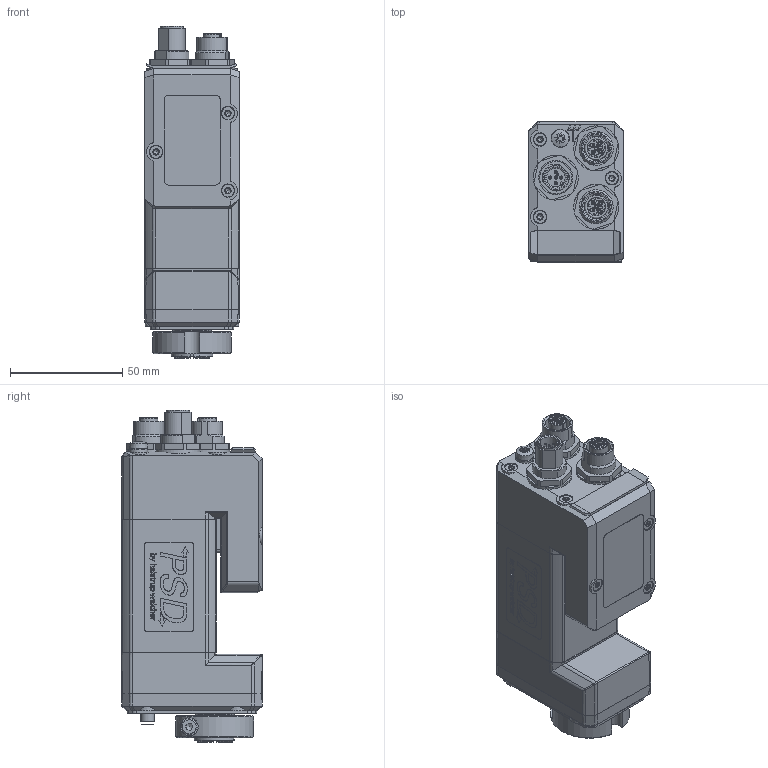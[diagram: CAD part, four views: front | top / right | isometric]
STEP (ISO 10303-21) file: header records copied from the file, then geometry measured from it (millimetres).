
FILE_DESCRIPTION(/* description */ (''),/* implementation_level */ '2;1');
FILE_NAME(/* name */ 'PSD413-14H-S-IE-0-xx-0.stp',/* time_stamp */ '2025-04-29T10:54:21+02:00',/* author */ ('hw0499'),/* organization */ (''),/* preprocessor_version */ 'ST-DEVELOPER v20',/* originating_system */ 'Autodesk Inventor 2024',/* authorisation */ '');
FILE_SCHEMA (('AUTOMOTIVE_DESIGN { 1 0 10303 214 3 1 1 }'));
Products named in the file (1): ENG-118270.ipt_Vereinfachen_1
Bounding box: 42.4 x 62.82 x 147.8 mm (x, y, z)
Volume: 288099.7 mm3; surface area: 41225.4 mm2
Topology: 1 solids, 1 shells, 1798 faces, 4832 edges, 3148 vertices
Faces by surface type: plane 803, bspline 426, cylinder 382, cone 147, torus 38, sphere 2
Full cylindrical faces by diameter (mm): 0.8 x5, 1.1 x8, 1.2 x2, 1.4 x4, 2.693 x4, 3 x4, 3.2 x4, 3.459 x1, 4 x1, 4.5 x1, 5.6 x6, 6 x7, 7 x2, 8 x2, 8.3 x1, 10.4 x1, 10.917 x2, 14 x1, 14.4 x1, 17 x1, 20 x3, 22 x1, 23 x1
Entity records: 65087 total; most frequent: CARTESIAN_POINT 20419, ORIENTED_EDGE 9636, DIRECTION 7720, EDGE_CURVE 4818, VERTEX_POINT 3148, LINE 2578, VECTOR 2578, AXIS2_PLACEMENT_3D 2571
